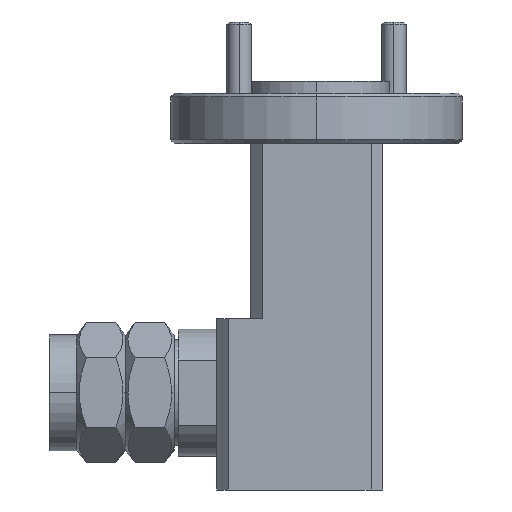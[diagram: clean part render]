
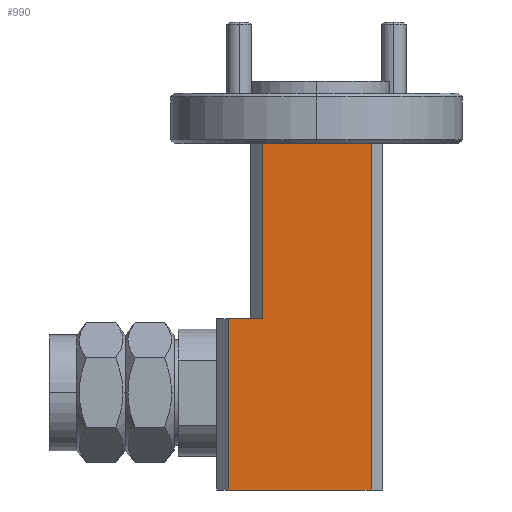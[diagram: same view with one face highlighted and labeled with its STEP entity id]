
A CAD part, left-side view. The second image highlights one B-rep face of the part: STEP entity #990.
In plain terms, the highlighted planar face has unit normal (-1, 0, 0).
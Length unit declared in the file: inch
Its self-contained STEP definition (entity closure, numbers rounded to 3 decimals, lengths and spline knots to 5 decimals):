
#9 = PLANE ( 'NONE',  #204 ) ;
#132 = EDGE_LOOP ( 'NONE', ( #5000, #988, #2165, #3837, #476, #4867 ) ) ;
#204 = AXIS2_PLACEMENT_3D ( 'NONE', #2733, #1338, #5998 ) ;
#266 = EDGE_CURVE ( 'NONE', #4476, #1014, #890, .T. ) ;
#292 = CARTESIAN_POINT ( 'NONE',  ( -0.17, 0.03, 0. ) ) ;
#476 = ORIENTED_EDGE ( 'NONE', *, *, #266, .F. ) ;
#480 = EDGE_CURVE ( 'NONE', #4647, #3131, #3071, .T. ) ;
#570 = CARTESIAN_POINT ( 'NONE',  ( -0.17, 0.397, 0. ) ) ;
#628 = LINE ( 'NONE', #706, #5223 ) ;
#706 = CARTESIAN_POINT ( 'NONE',  ( -0.17, 0.427, 0.44 ) ) ;
#890 = LINE ( 'NONE', #5495, #3258 ) ;
#957 = EDGE_CURVE ( 'NONE', #4647, #3803, #4472, .T. ) ;
#988 = ORIENTED_EDGE ( 'NONE', *, *, #480, .T. ) ;
#990 = ADVANCED_FACE ( 'NONE', ( #2814 ), #9, .F. ) ;
#1014 = VERTEX_POINT ( 'NONE', #4034 ) ;
#1212 = VECTOR ( 'NONE', #4238, 39.37008 ) ;
#1338 = DIRECTION ( 'NONE',  ( 1., 0., 0. ) ) ;
#1570 = DIRECTION ( 'NONE',  ( 0., 0., -1. ) ) ;
#1742 = LINE ( 'NONE', #2127, #2275 ) ;
#1797 = DIRECTION ( 'NONE',  ( 0., -1., 0. ) ) ;
#1892 = CARTESIAN_POINT ( 'NONE',  ( -0.17, 0.31, 0.44 ) ) ;
#2127 = CARTESIAN_POINT ( 'NONE',  ( -0.17, 0.03, 0. ) ) ;
#2165 = ORIENTED_EDGE ( 'NONE', *, *, #2807, .F. ) ;
#2275 = VECTOR ( 'NONE', #3592, 39.37008 ) ;
#2572 = DIRECTION ( 'NONE',  ( 0., -1., 0. ) ) ;
#2609 = CARTESIAN_POINT ( 'NONE',  ( -0.17, 0.03, 0.89 ) ) ;
#2733 = CARTESIAN_POINT ( 'NONE',  ( -0.17, 0., 0. ) ) ;
#2801 = DIRECTION ( 'NONE',  ( 0., 1., 0. ) ) ;
#2807 = EDGE_CURVE ( 'NONE', #3629, #3131, #628, .T. ) ;
#2814 = FACE_OUTER_BOUND ( 'NONE', #132, .T. ) ;
#2832 = VECTOR ( 'NONE', #1797, 39.37008 ) ;
#3035 = CARTESIAN_POINT ( 'NONE',  ( -0.17, 0.31, 0. ) ) ;
#3071 = LINE ( 'NONE', #3035, #5520 ) ;
#3113 = CARTESIAN_POINT ( 'NONE',  ( -0.17, 0.34, 0.89 ) ) ;
#3131 = VERTEX_POINT ( 'NONE', #1892 ) ;
#3258 = VECTOR ( 'NONE', #2801, 39.37008 ) ;
#3592 = DIRECTION ( 'NONE',  ( 0., 0., 1. ) ) ;
#3629 = VERTEX_POINT ( 'NONE', #3668 ) ;
#3668 = CARTESIAN_POINT ( 'NONE',  ( -0.17, 0.397, 0.44 ) ) ;
#3803 = VERTEX_POINT ( 'NONE', #2609 ) ;
#3837 = ORIENTED_EDGE ( 'NONE', *, *, #5957, .T. ) ;
#4034 = CARTESIAN_POINT ( 'NONE',  ( -0.17, 0.397, 0. ) ) ;
#4238 = DIRECTION ( 'NONE',  ( 0., 0., -1. ) ) ;
#4472 = LINE ( 'NONE', #3113, #2832 ) ;
#4476 = VERTEX_POINT ( 'NONE', #292 ) ;
#4618 = EDGE_CURVE ( 'NONE', #4476, #3803, #1742, .T. ) ;
#4647 = VERTEX_POINT ( 'NONE', #5483 ) ;
#4867 = ORIENTED_EDGE ( 'NONE', *, *, #4618, .T. ) ;
#5000 = ORIENTED_EDGE ( 'NONE', *, *, #957, .F. ) ;
#5223 = VECTOR ( 'NONE', #2572, 39.37008 ) ;
#5483 = CARTESIAN_POINT ( 'NONE',  ( -0.17, 0.31, 0.89 ) ) ;
#5495 = CARTESIAN_POINT ( 'NONE',  ( -0.17, 0., 0. ) ) ;
#5520 = VECTOR ( 'NONE', #1570, 39.37008 ) ;
#5551 = LINE ( 'NONE', #570, #1212 ) ;
#5957 = EDGE_CURVE ( 'NONE', #3629, #1014, #5551, .T. ) ;
#5998 = DIRECTION ( 'NONE',  ( 0., 0., -1. ) ) ;
